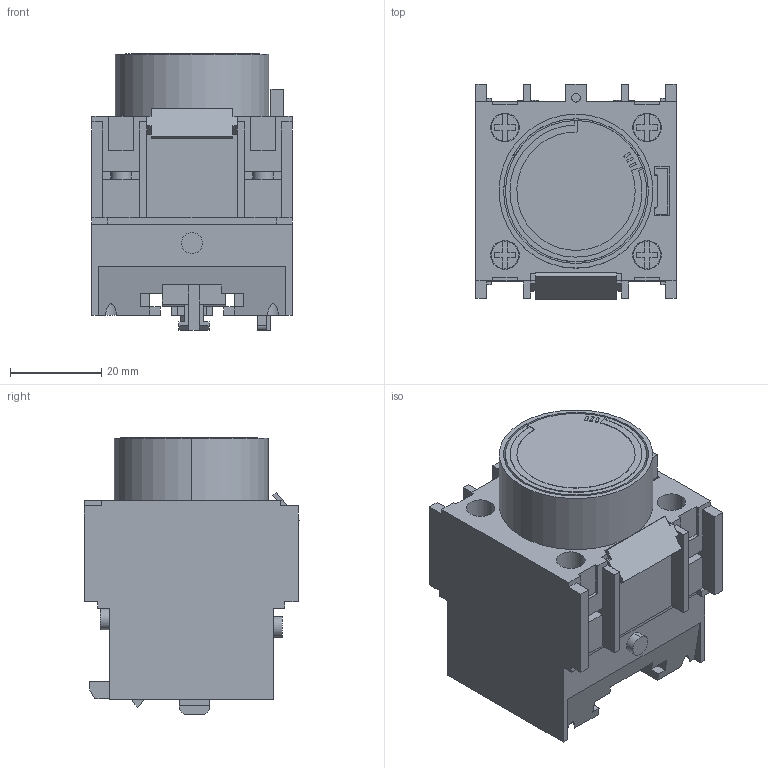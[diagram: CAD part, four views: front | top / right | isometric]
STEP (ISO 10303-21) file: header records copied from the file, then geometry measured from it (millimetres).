
FILE_DESCRIPTION((''),'2;1');
FILE_NAME('LADS-3D_ASM','2021-09-23T13:20:44',('SESA540900'),('Schneider-Electric'),'CREO PARAMETRIC BY PTC INC, 2019471','CREO PARAMETRIC BY PTC INC, 2019471','');
FILE_SCHEMA(('AP242_MANAGED_MODEL_BASED_3D_ENGINEERING_MIM_LF { 1 0 10303 442 1 1 4 }'));
Length unit declared in the file: millimetre
Products named in the file (2): LADS2; LADS-3D_ASM
Assembly tree (1 placements, depth 2):
  LADS-3D_ASM
    LADS2
Bounding box: 44 x 47.33 x 60.83 mm (x, y, z)
Volume: 80215.9 mm3; surface area: 21239.7 mm2
Topology: 1 solids, 1 shells, 484 faces, 1371 edges, 932 vertices
Faces by surface type: plane 401, cylinder 75, extrusion 8
Entity records: 50206 total; most frequent: CARTESIAN_POINT 29612, ORIENTED_EDGE 2716, DIRECTION 2607, PRESENTATION_STYLE_ASSIGNMENT 1618, STYLED_ITEM 1394, CURVE_STYLE 1384, EDGE_CURVE 1358, VECTOR 1161
